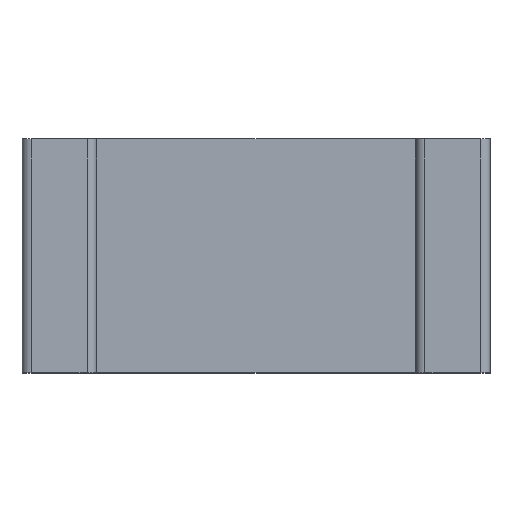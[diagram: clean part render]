
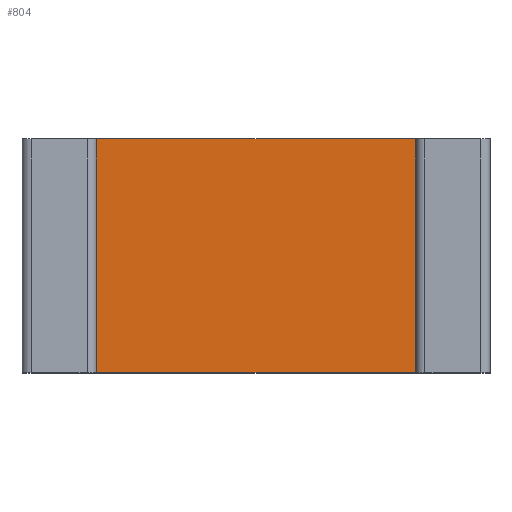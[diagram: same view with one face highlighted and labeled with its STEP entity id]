
A CAD part, top view. The second image highlights one B-rep face of the part: STEP entity #804.
In plain terms, the highlighted planar face has unit normal (0, 0, 1).
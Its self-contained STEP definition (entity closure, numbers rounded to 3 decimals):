
#526 = VERTEX_POINT('',#527);
#527 = CARTESIAN_POINT('',(-1.09,0.8,0.65));
#533 = EDGE_CURVE('',#526,#534,#536,.T.);
#534 = VERTEX_POINT('',#535);
#535 = CARTESIAN_POINT('',(1.09,0.8,0.65));
#536 = LINE('',#537,#538);
#537 = CARTESIAN_POINT('',(-1.09,0.8,0.65));
#538 = VECTOR('',#539,1.);
#539 = DIRECTION('',(1.,0.,0.));
#556 = VERTEX_POINT('',#557);
#557 = CARTESIAN_POINT('',(1.09,-0.8,0.65));
#565 = EDGE_CURVE('',#556,#534,#566,.T.);
#566 = LINE('',#567,#568);
#567 = CARTESIAN_POINT('',(1.09,-0.8,0.65));
#568 = VECTOR('',#569,1.);
#569 = DIRECTION('',(0.,1.,0.));
#667 = VERTEX_POINT('',#668);
#668 = CARTESIAN_POINT('',(-1.09,-0.8,0.65));
#674 = EDGE_CURVE('',#667,#556,#675,.T.);
#675 = LINE('',#676,#677);
#676 = CARTESIAN_POINT('',(-1.09,-0.8,0.65));
#677 = VECTOR('',#678,1.);
#678 = DIRECTION('',(1.,0.,0.));
#794 = EDGE_CURVE('',#667,#526,#795,.T.);
#795 = LINE('',#796,#797);
#796 = CARTESIAN_POINT('',(-1.09,-0.8,0.65));
#797 = VECTOR('',#798,1.);
#798 = DIRECTION('',(0.,1.,0.));
#804 = ADVANCED_FACE('',(#805),#811,.T.);
#805 = FACE_BOUND('',#806,.T.);
#806 = EDGE_LOOP('',(#807,#808,#809,#810));
#807 = ORIENTED_EDGE('',*,*,#794,.F.);
#808 = ORIENTED_EDGE('',*,*,#674,.T.);
#809 = ORIENTED_EDGE('',*,*,#565,.T.);
#810 = ORIENTED_EDGE('',*,*,#533,.F.);
#811 = PLANE('',#812);
#812 = AXIS2_PLACEMENT_3D('',#813,#814,#815);
#813 = CARTESIAN_POINT('',(-1.09,-0.8,0.65));
#814 = DIRECTION('',(0.,0.,1.));
#815 = DIRECTION('',(1.,0.,0.));
